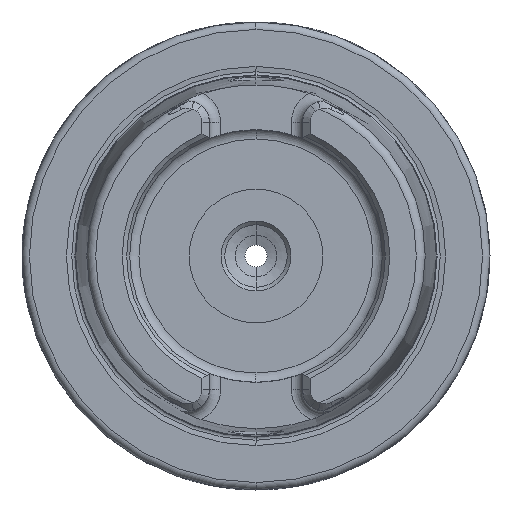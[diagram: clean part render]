
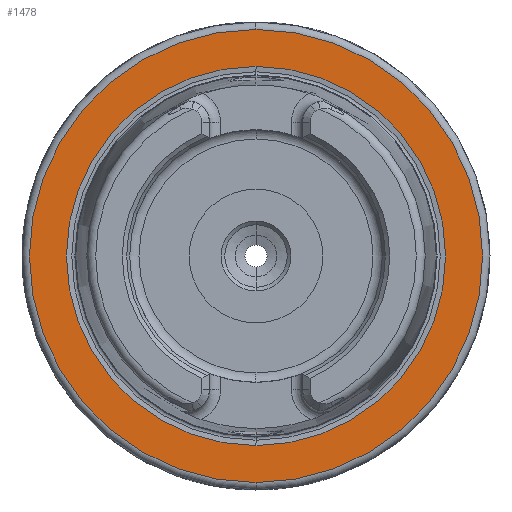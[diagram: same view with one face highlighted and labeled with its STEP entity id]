
A CAD part, left-side view. The second image highlights one B-rep face of the part: STEP entity #1478.
In plain terms, the highlighted planar face has unit normal (-1, 0, 0).
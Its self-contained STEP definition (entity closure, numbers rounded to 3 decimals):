
#10 = CARTESIAN_POINT ( 'NONE',  ( -24., 0., -25.521 ) ) ;
#34 = FACE_BOUND ( 'NONE', #166, .T. ) ;
#103 = CIRCLE ( 'NONE', #2856, 30.5 ) ;
#128 = FACE_OUTER_BOUND ( 'NONE', #1360, .T. ) ;
#166 = EDGE_LOOP ( 'NONE', ( #5981, #6041 ) ) ;
#338 = EDGE_CURVE ( 'NONE', #7411, #1924, #1914, .T. ) ;
#405 = CIRCLE ( 'NONE', #7262, 25.521 ) ;
#512 = DIRECTION ( 'NONE',  ( 0., 0., -1. ) ) ;
#1080 = DIRECTION ( 'NONE',  ( 0., 0., -1. ) ) ;
#1360 = EDGE_LOOP ( 'NONE', ( #5955, #5963 ) ) ;
#1474 = EDGE_CURVE ( 'NONE', #1924, #7411, #103, .T. ) ;
#1478 = ADVANCED_FACE ( 'NONE', ( #128, #34 ), #6851, .F. ) ;
#1640 = DIRECTION ( 'NONE',  ( 1., 0., 0. ) ) ;
#1914 = CIRCLE ( 'NONE', #2901, 30.5 ) ;
#1924 = VERTEX_POINT ( 'NONE', #6395 ) ;
#1940 = CIRCLE ( 'NONE', #3497, 25.521 ) ;
#2249 = CARTESIAN_POINT ( 'NONE',  ( -24., 0., 0. ) ) ;
#2479 = EDGE_CURVE ( 'NONE', #3889, #4085, #405, .T. ) ;
#2701 = CARTESIAN_POINT ( 'NONE',  ( -24., 31.5, 0. ) ) ;
#2819 = DIRECTION ( 'NONE',  ( 0., 0., -1. ) ) ;
#2856 = AXIS2_PLACEMENT_3D ( 'NONE', #7446, #3893, #512 ) ;
#2901 = AXIS2_PLACEMENT_3D ( 'NONE', #2249, #6358, #2819 ) ;
#3041 = DIRECTION ( 'NONE',  ( 1., 0., 0. ) ) ;
#3246 = CARTESIAN_POINT ( 'NONE',  ( -24., 0., -30.5 ) ) ;
#3497 = AXIS2_PLACEMENT_3D ( 'NONE', #5113, #1640, #5713 ) ;
#3571 = EDGE_CURVE ( 'NONE', #4085, #3889, #1940, .T. ) ;
#3889 = VERTEX_POINT ( 'NONE', #4311 ) ;
#3893 = DIRECTION ( 'NONE',  ( -1., 0., 0. ) ) ;
#4025 = AXIS2_PLACEMENT_3D ( 'NONE', #2701, #4499, #1080 ) ;
#4085 = VERTEX_POINT ( 'NONE', #10 ) ;
#4311 = CARTESIAN_POINT ( 'NONE',  ( -24., 0., 25.521 ) ) ;
#4499 = DIRECTION ( 'NONE',  ( 1., 0., 0. ) ) ;
#5113 = CARTESIAN_POINT ( 'NONE',  ( -24., 0., 0. ) ) ;
#5713 = DIRECTION ( 'NONE',  ( 0., 0., -1. ) ) ;
#5955 = ORIENTED_EDGE ( 'NONE', *, *, #338, .T. ) ;
#5963 = ORIENTED_EDGE ( 'NONE', *, *, #1474, .T. ) ;
#5981 = ORIENTED_EDGE ( 'NONE', *, *, #2479, .T. ) ;
#6041 = ORIENTED_EDGE ( 'NONE', *, *, #3571, .T. ) ;
#6358 = DIRECTION ( 'NONE',  ( -1., 0., 0. ) ) ;
#6395 = CARTESIAN_POINT ( 'NONE',  ( -24., 0., 30.5 ) ) ;
#6565 = CARTESIAN_POINT ( 'NONE',  ( -24., 0., 0. ) ) ;
#6851 = PLANE ( 'NONE',  #4025 ) ;
#7158 = DIRECTION ( 'NONE',  ( 0., 0., -1. ) ) ;
#7262 = AXIS2_PLACEMENT_3D ( 'NONE', #6565, #3041, #7158 ) ;
#7411 = VERTEX_POINT ( 'NONE', #3246 ) ;
#7446 = CARTESIAN_POINT ( 'NONE',  ( -24., 0., 0. ) ) ;
